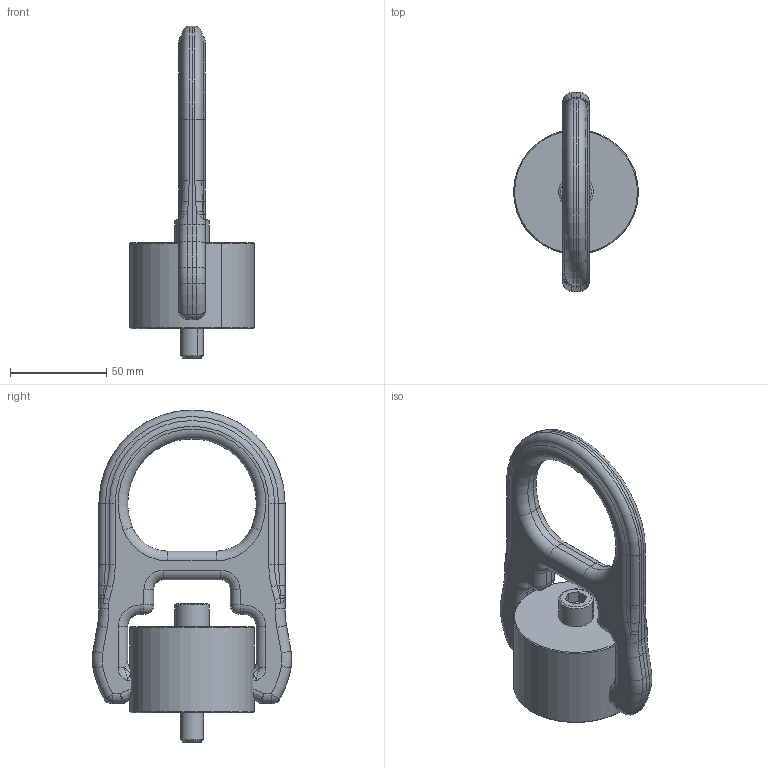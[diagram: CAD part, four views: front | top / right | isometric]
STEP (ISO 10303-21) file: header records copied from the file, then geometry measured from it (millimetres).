
FILE_DESCRIPTION(('CATIA V5 STEP Exchange'),'2;1');
FILE_NAME('8-203-010.stp','2014-02-14T05:25:39+00:00',('none'),('none'),'CATIA Version 5 Release 21 GA (IN-10)','CATIA V5 STEP AP203','none');
FILE_SCHEMA(('CONFIG_CONTROL_DESIGN'));
Length unit declared in the file: millimetre
Products named in the file (1): 8-203-010
Bounding box: 64.98 x 103.92 x 172.9 mm (x, y, z)
Volume: 237431.8 mm3; surface area: 37159.5 mm2
Topology: 1 solids, 1 shells, 232 faces, 543 edges, 300 vertices
Faces by surface type: cylinder 65, bspline 56, torus 44, plane 33, cone 30, sphere 4
Entity records: 10125 total; most frequent: CARTESIAN_POINT 5524, ORIENTED_EDGE 1054, DIRECTION 689, EDGE_CURVE 527, AXIS2_PLACEMENT_3D 356, VERTEX_POINT 300, EDGE_LOOP 239, ADVANCED_FACE 232
